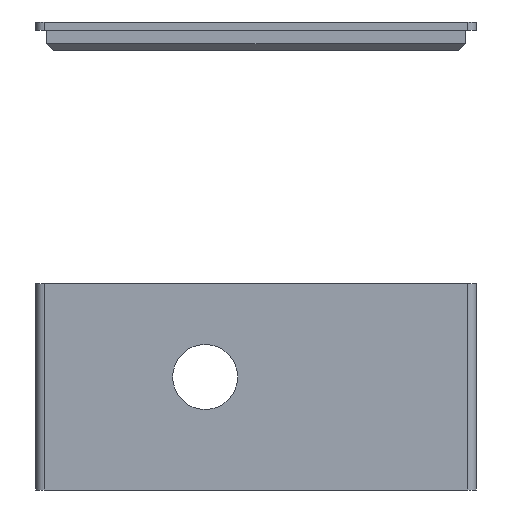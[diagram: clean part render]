
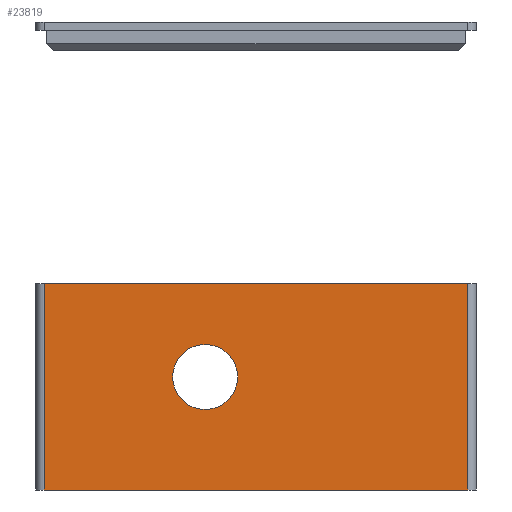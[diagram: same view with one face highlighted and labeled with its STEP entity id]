
A CAD part, left-side view. The second image highlights one B-rep face of the part: STEP entity #23819.
In plain terms, the highlighted planar face has unit normal (-1, 0, 0).
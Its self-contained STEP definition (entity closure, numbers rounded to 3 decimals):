
#68=CIRCLE('',#25089,11.5);
#493=FACE_BOUND('',#3741,.T.);
#2380=FACE_OUTER_BOUND('',#3740,.T.);
#3740=EDGE_LOOP('',(#17907,#17908,#17909,#17910));
#3741=EDGE_LOOP('',(#17911));
#5803=LINE('',#34507,#8213);
#5804=LINE('',#34510,#8214);
#5819=LINE('',#34578,#8229);
#5820=LINE('',#34579,#8230);
#8213=VECTOR('',#27610,10.);
#8214=VECTOR('',#27613,10.);
#8229=VECTOR('',#27668,10.);
#8230=VECTOR('',#27669,10.);
#10400=VERTEX_POINT('',#34503);
#10401=VERTEX_POINT('',#34505);
#10402=VERTEX_POINT('',#34509);
#10435=VERTEX_POINT('',#34577);
#10436=VERTEX_POINT('',#34580);
#13153=EDGE_CURVE('',#10401,#10400,#5803,.T.);
#13154=EDGE_CURVE('',#10400,#10402,#5804,.T.);
#13188=EDGE_CURVE('',#10435,#10401,#5819,.T.);
#13189=EDGE_CURVE('',#10402,#10435,#5820,.T.);
#13190=EDGE_CURVE('',#10436,#10436,#68,.T.);
#17907=ORIENTED_EDGE('',*,*,#13153,.F.);
#17908=ORIENTED_EDGE('',*,*,#13188,.F.);
#17909=ORIENTED_EDGE('',*,*,#13189,.F.);
#17910=ORIENTED_EDGE('',*,*,#13154,.F.);
#17911=ORIENTED_EDGE('',*,*,#13190,.T.);
#22990=PLANE('',#25088);
#23819=ADVANCED_FACE('',(#2380,#493),#22990,.T.);
#25088=AXIS2_PLACEMENT_3D('',#34576,#27666,#27667);
#25089=AXIS2_PLACEMENT_3D('',#34581,#27670,#27671);
#27610=DIRECTION('',(0.,0.,1.));
#27613=DIRECTION('',(0.,-1.,0.));
#27666=DIRECTION('center_axis',(-1.,0.,0.));
#27667=DIRECTION('ref_axis',(0.,1.,0.));
#27668=DIRECTION('',(0.,1.,0.));
#27669=DIRECTION('',(0.,0.,-1.));
#27670=DIRECTION('center_axis',(1.,0.,0.));
#27671=DIRECTION('ref_axis',(0.,1.,0.));
#34503=CARTESIAN_POINT('',(-11.,119.,70.));
#34505=CARTESIAN_POINT('',(-11.,119.,-3.));
#34507=CARTESIAN_POINT('',(-11.,119.,0.));
#34509=CARTESIAN_POINT('',(-11.,-31.,70.));
#34510=CARTESIAN_POINT('',(-11.,-34.,70.));
#34576=CARTESIAN_POINT('Origin',(-11.,-34.,0.));
#34577=CARTESIAN_POINT('',(-11.,-31.,-3.));
#34578=CARTESIAN_POINT('',(-11.,-34.,-3.));
#34579=CARTESIAN_POINT('',(-11.,-31.,0.));
#34580=CARTESIAN_POINT('',(-11.,50.5,37.));
#34581=CARTESIAN_POINT('Origin',(-11.,62.,37.));
